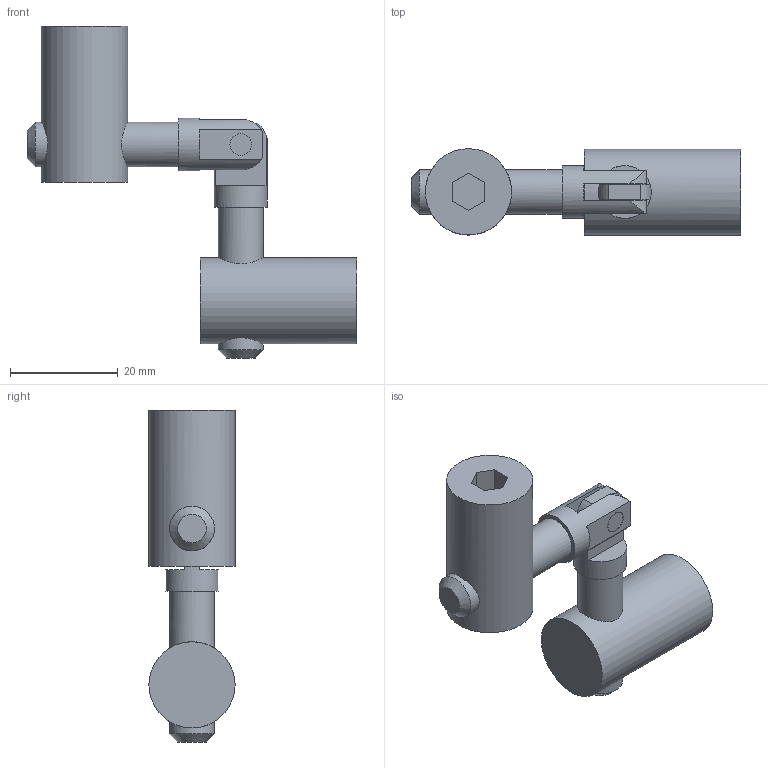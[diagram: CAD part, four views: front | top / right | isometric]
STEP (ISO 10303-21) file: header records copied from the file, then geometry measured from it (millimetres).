
FILE_DESCRIPTION(/* description */ (''),/* implementation_level */ '2;1');
FILE_NAME(/* name */ '128605',/* time_stamp */ '2014-10-06T12:14:46+02:00',/* author */ (''),/* organization */ (''),/* preprocessor_version */ 'ST-DEVELOPER v14',/* originating_system */ 'HiCAD 2013 1802.4 Build 509',/* authorisation */ '');
FILE_SCHEMA (('AUTOMOTIVE_DESIGN { 1 0 10303 214 1 1 1 1 }'));
Length unit declared in the file: millimetre
Products named in the file (5): Root; 128605Hoekverbinding 10 / GGV-02BOIKON
Assembly tree (4 placements, depth 3):
  Root
    128605Hoekverbinding 10 / GGV-02BOIKON
      (unnamed)
      (unnamed)
      (unnamed)
Bounding box: 61.1 x 16 x 61.6 mm (x, y, z)
Volume: 13802.6 mm3; surface area: 5921.5 mm2
Topology: 3 solids, 3 shells, 58 faces, 138 edges, 97 vertices
Faces by surface type: plane 38, cylinder 18, cone 2
Full cylindrical faces by diameter (mm): 4 x4, 8.3 x4, 9.8 x2, 16 x2
Entity records: 5959 total; most frequent: CARTESIAN_POINT 3456, DIRECTION 274, PRESENTATION_STYLE_ASSIGNMENT 233, COLOUR_RGB 231, DRAUGHTING_PRE_DEFINED_CURVE_FONT 230, CURVE_STYLE 230, OVER_RIDING_STYLED_ITEM 230, ORIENTED_EDGE 230
